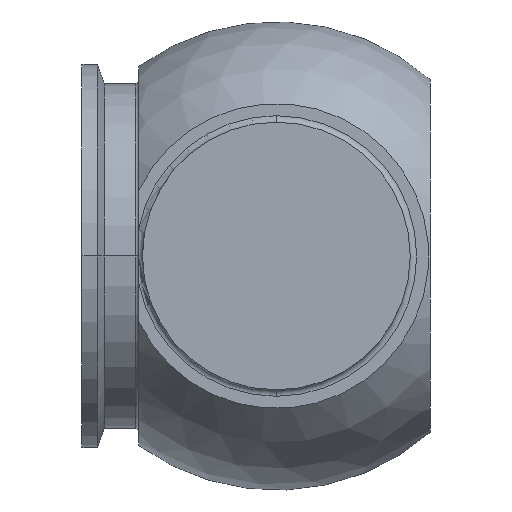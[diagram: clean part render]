
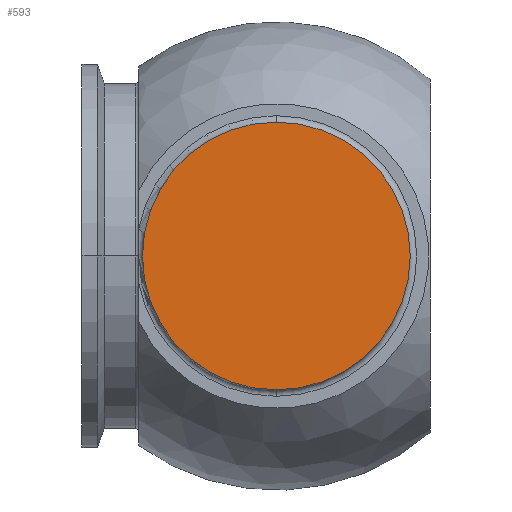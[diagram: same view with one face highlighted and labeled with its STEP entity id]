
A CAD part, left-side view. The second image highlights one B-rep face of the part: STEP entity #593.
In plain terms, the highlighted planar face has unit normal (-1, 0, 0).
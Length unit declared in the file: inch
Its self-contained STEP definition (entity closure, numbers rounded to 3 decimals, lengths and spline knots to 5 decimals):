
#13 = ORIENTED_EDGE ( 'NONE', *, *, #818, .T. ) ;
#45 = FACE_OUTER_BOUND ( 'NONE', #376, .T. ) ;
#221 = PLANE ( 'NONE',  #568 ) ;
#224 = DIRECTION ( 'NONE',  ( 0., 0., 1. ) ) ;
#279 = AXIS2_PLACEMENT_3D ( 'NONE', #359, #838, #418 ) ;
#291 = CARTESIAN_POINT ( 'NONE',  ( -3.015, 0., 0. ) ) ;
#327 = CARTESIAN_POINT ( 'NONE',  ( -3.015, 0., 1.25 ) ) ;
#359 = CARTESIAN_POINT ( 'NONE',  ( -3.015, 0., 0. ) ) ;
#369 = DIRECTION ( 'NONE',  ( 0., 0., 1. ) ) ;
#376 = EDGE_LOOP ( 'NONE', ( #13, #785 ) ) ;
#382 = CARTESIAN_POINT ( 'NONE',  ( -3.015, 0., -1.25 ) ) ;
#418 = DIRECTION ( 'NONE',  ( 0., 0., 1. ) ) ;
#498 = CIRCLE ( 'NONE', #550, 1.25 ) ;
#542 = VERTEX_POINT ( 'NONE', #327 ) ;
#550 = AXIS2_PLACEMENT_3D ( 'NONE', #291, #780, #369 ) ;
#568 = AXIS2_PLACEMENT_3D ( 'NONE', #629, #633, #224 ) ;
#589 = EDGE_CURVE ( 'NONE', #813, #542, #751, .T. ) ;
#593 = ADVANCED_FACE ( 'NONE', ( #45 ), #221, .T. ) ;
#629 = CARTESIAN_POINT ( 'NONE',  ( -3.015, 0., 0. ) ) ;
#633 = DIRECTION ( 'NONE',  ( -1., 0., 0. ) ) ;
#751 = CIRCLE ( 'NONE', #279, 1.25 ) ;
#780 = DIRECTION ( 'NONE',  ( -1., 0., 0. ) ) ;
#785 = ORIENTED_EDGE ( 'NONE', *, *, #589, .T. ) ;
#813 = VERTEX_POINT ( 'NONE', #382 ) ;
#818 = EDGE_CURVE ( 'NONE', #542, #813, #498, .T. ) ;
#838 = DIRECTION ( 'NONE',  ( -1., 0., 0. ) ) ;
